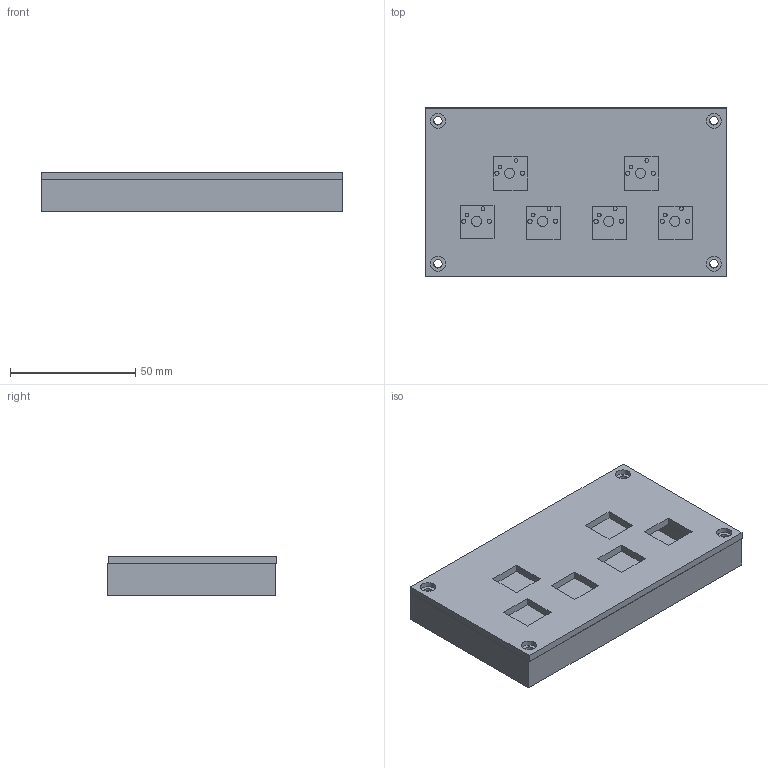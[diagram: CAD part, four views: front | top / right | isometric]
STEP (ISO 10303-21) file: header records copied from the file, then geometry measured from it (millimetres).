
FILE_DESCRIPTION(/* description */ (''),/* implementation_level */ '2;1');
FILE_NAME(/* name */ 'Case.step',/* time_stamp */ '2026-02-05T20:58:15-06:00',/* author */ (''),/* organization */ (''),/* preprocessor_version */ 'ST-DEVELOPER v20.1',/* originating_system */ 'Autodesk Translation Framework v14.24.0.0',/* authorisation */ '');
FILE_SCHEMA (('AUTOMOTIVE_DESIGN { 1 0 10303 214 3 1 1 }'));
Length unit declared in the file: millimetre
Products named in the file (5): 2026-01-24-11-15-52-144; 2026-01-24-11-19-56-886; 2026-02-05-15-14-59-736; yuyo_s utility pad 1; yuyoÂ´s utility pad_PCB
Assembly tree (4 placements, depth 3):
  2026-01-24-11-15-52-144
    2026-01-24-11-19-56-886
    2026-02-05-15-14-59-736
    yuyo_s utility pad 1
      yuyoÂ´s utility pad_PCB
Bounding box: 120.04 x 67.21 x 15.92 mm (x, y, z)
Volume: 83502.9 mm3; surface area: 50396.2 mm2
Topology: 3 solids, 3 shells, 119 faces, 312 edges, 208 vertices
Faces by surface type: cylinder 60, plane 59
Full cylindrical faces by diameter (mm): 0.889 x14, 1.5 x12, 1.7 x12, 3.4 x8, 4 x6, 6 x8
Entity records: 4094 total; most frequent: DIRECTION 688, CARTESIAN_POINT 648, ORIENTED_EDGE 624, EDGE_CURVE 312, AXIS2_PLACEMENT_3D 248, EDGE_LOOP 246, VERTEX_POINT 208, LINE 192
